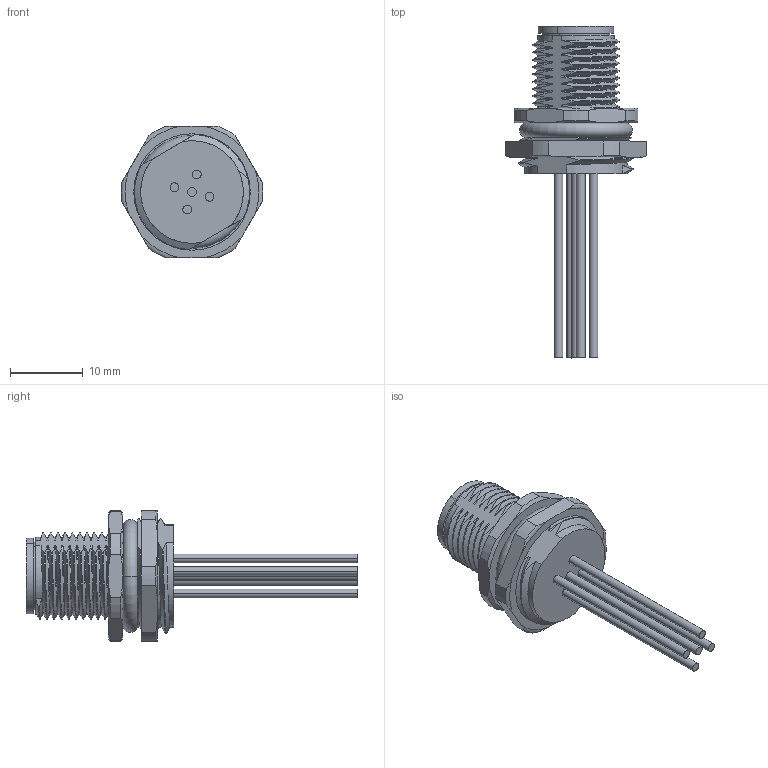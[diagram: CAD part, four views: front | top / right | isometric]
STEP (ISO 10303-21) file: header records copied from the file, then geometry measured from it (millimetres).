
FILE_DESCRIPTION((''),'2;1');
FILE_NAME('PRT0001','2021-01-04T',('zh.su'),(''),'PRO/ENGINEER BY PARAMETRIC TECHNOLOGY CORPORATION, 2012480','PRO/ENGINEER BY PARAMETRIC TECHNOLOGY CORPORATION, 2012480','');
FILE_SCHEMA(('CONFIG_CONTROL_DESIGN'));
Length unit declared in the file: millimetre
Products named in the file (1): PRT0001
Bounding box: 19.48 x 45.6 x 18 mm (x, y, z)
Volume: 2586.7 mm3; surface area: 2962.1 mm2
Topology: 2 solids, 2 shells, 357 faces, 962 edges, 626 vertices
Faces by surface type: plane 91, bspline 89, cylinder 70, cone 44, extrusion 43, sphere 10, torus 10
Entity records: 24625 total; most frequent: CARTESIAN_POINT 16510, ORIENTED_EDGE 1904, DIRECTION 1260, EDGE_CURVE 952, VERTEX_POINT 626, VECTOR 432, B_SPLINE_CURVE_WITH_KNOTS 417, AXIS2_PLACEMENT_3D 414
